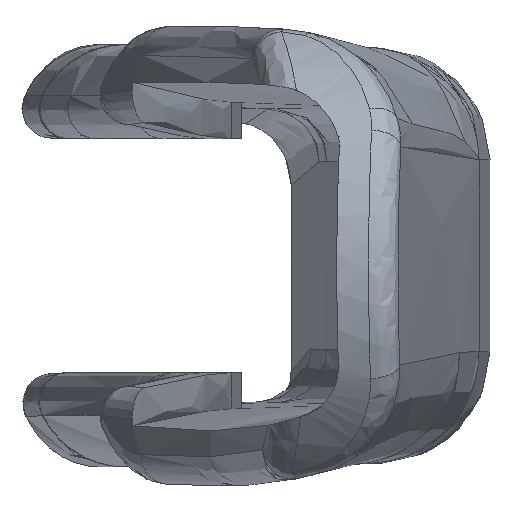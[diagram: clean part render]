
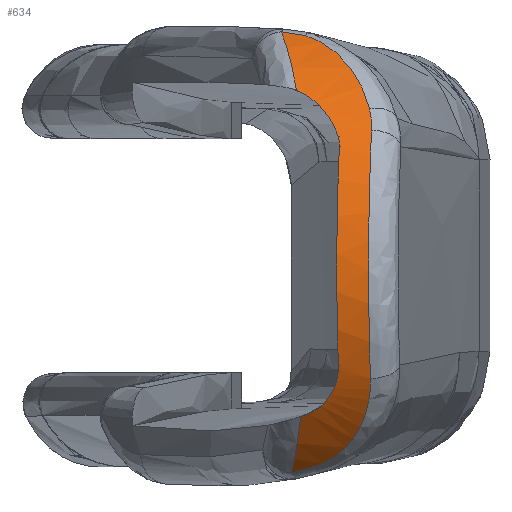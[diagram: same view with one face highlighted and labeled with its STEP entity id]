
A CAD part, front view. The second image highlights one B-rep face of the part: STEP entity #634.
In plain terms, the highlighted free-form (B-spline) face has degree [5, 1] with [6, 2] control points.
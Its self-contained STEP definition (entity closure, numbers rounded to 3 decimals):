
#135=CARTESIAN_POINT('Control Point',(74.094,38.09,10.775)) ;
#136=CARTESIAN_POINT('Control Point',(74.305,38.045,10.834)) ;
#137=CARTESIAN_POINT('Control Point',(74.511,37.949,10.965)) ;
#138=CARTESIAN_POINT('Control Point',(74.66,37.808,11.172)) ;
#139=CARTESIAN_POINT('Control Point',(74.721,37.683,11.412)) ;
#140=CARTESIAN_POINT('Control Point',(74.713,37.584,11.635)) ;
#141=CARTESIAN_POINT('Vertex',(74.094,38.09,10.775)) ;
#143=CARTESIAN_POINT('Vertex',(74.713,37.584,11.635)) ;
#279=CARTESIAN_POINT('Vertex',(74.076,38.094,10.769)) ;
#285=CARTESIAN_POINT('Control Point',(74.076,38.094,10.769)) ;
#286=CARTESIAN_POINT('Control Point',(74.082,38.093,10.771)) ;
#287=CARTESIAN_POINT('Control Point',(74.088,38.091,10.773)) ;
#288=CARTESIAN_POINT('Control Point',(74.094,38.09,10.775)) ;
#459=CARTESIAN_POINT('Control Point',(74.713,37.584,11.635)) ;
#460=CARTESIAN_POINT('Control Point',(74.683,37.194,12.517)) ;
#461=CARTESIAN_POINT('Control Point',(74.673,37.069,13.544)) ;
#462=CARTESIAN_POINT('Control Point',(74.693,37.322,14.534)) ;
#463=CARTESIAN_POINT('Control Point',(74.73,37.803,15.355)) ;
#464=CARTESIAN_POINT('Vertex',(74.73,37.803,15.355)) ;
#516=CARTESIAN_POINT('Control Point',(73.746,39.998,17.296)) ;
#517=CARTESIAN_POINT('Control Point',(75.416,39.998,17.296)) ;
#518=CARTESIAN_POINT('Control Point',(73.603,37.937,16.305)) ;
#519=CARTESIAN_POINT('Control Point',(75.273,37.937,16.305)) ;
#520=CARTESIAN_POINT('Control Point',(73.558,36.948,14.7)) ;
#521=CARTESIAN_POINT('Control Point',(75.227,36.948,14.7)) ;
#522=CARTESIAN_POINT('Control Point',(73.58,36.747,12.876)) ;
#523=CARTESIAN_POINT('Control Point',(75.249,36.747,12.876)) ;
#524=CARTESIAN_POINT('Control Point',(73.66,37.341,11.161)) ;
#525=CARTESIAN_POINT('Control Point',(75.329,37.341,11.161)) ;
#526=CARTESIAN_POINT('Control Point',(73.813,39.029,9.816)) ;
#527=CARTESIAN_POINT('Control Point',(75.483,39.029,9.816)) ;
#529=CARTESIAN_POINT('Control Point',(74.142,39.873,17.234)) ;
#530=CARTESIAN_POINT('Control Point',(74.01,39.914,17.255)) ;
#531=CARTESIAN_POINT('Control Point',(73.878,39.956,17.276)) ;
#532=CARTESIAN_POINT('Control Point',(73.746,39.998,17.296)) ;
#533=CARTESIAN_POINT('Vertex',(74.142,39.873,17.234)) ;
#535=CARTESIAN_POINT('Vertex',(73.746,39.998,17.296)) ;
#539=CARTESIAN_POINT('Control Point',(73.746,39.998,17.296)) ;
#540=CARTESIAN_POINT('Control Point',(73.85,39.465,17.04)) ;
#541=CARTESIAN_POINT('Control Point',(73.935,38.971,16.709)) ;
#542=CARTESIAN_POINT('Control Point',(74.003,38.556,16.307)) ;
#543=CARTESIAN_POINT('Vertex',(74.003,38.556,16.307)) ;
#547=CARTESIAN_POINT('Control Point',(74.003,38.556,16.307)) ;
#548=CARTESIAN_POINT('Control Point',(74.269,38.438,16.193)) ;
#549=CARTESIAN_POINT('Control Point',(74.479,38.258,16.009)) ;
#550=CARTESIAN_POINT('Control Point',(74.63,38.074,15.78)) ;
#551=CARTESIAN_POINT('Control Point',(74.709,37.905,15.519)) ;
#552=CARTESIAN_POINT('Vertex',(74.709,37.905,15.519)) ;
#556=CARTESIAN_POINT('Control Point',(74.709,37.905,15.519)) ;
#557=CARTESIAN_POINT('Control Point',(74.726,37.871,15.467)) ;
#558=CARTESIAN_POINT('Control Point',(74.733,37.836,15.411)) ;
#559=CARTESIAN_POINT('Control Point',(74.73,37.803,15.355)) ;
#562=CARTESIAN_POINT('Control Point',(74.076,38.094,10.769)) ;
#563=CARTESIAN_POINT('Control Point',(74.034,38.36,10.414)) ;
#564=CARTESIAN_POINT('Control Point',(73.983,38.679,10.095)) ;
#565=CARTESIAN_POINT('Control Point',(73.921,39.029,9.816)) ;
#566=CARTESIAN_POINT('Vertex',(73.921,39.029,9.816)) ;
#570=CARTESIAN_POINT('Control Point',(73.921,39.029,9.816)) ;
#571=CARTESIAN_POINT('Control Point',(74.047,38.987,9.849)) ;
#572=CARTESIAN_POINT('Control Point',(74.172,38.944,9.884)) ;
#573=CARTESIAN_POINT('Control Point',(74.296,38.901,9.921)) ;
#574=CARTESIAN_POINT('Vertex',(74.296,38.901,9.921)) ;
#578=CARTESIAN_POINT('Control Point',(74.296,38.901,9.921)) ;
#579=CARTESIAN_POINT('Control Point',(74.673,38.771,10.03)) ;
#580=CARTESIAN_POINT('Control Point',(74.979,38.473,10.29)) ;
#581=CARTESIAN_POINT('Control Point',(75.163,38.174,10.607)) ;
#582=CARTESIAN_POINT('Control Point',(75.273,37.9,11.005)) ;
#583=CARTESIAN_POINT('Control Point',(75.257,37.689,11.415)) ;
#584=CARTESIAN_POINT('Vertex',(75.257,37.689,11.415)) ;
#588=CARTESIAN_POINT('Control Point',(75.257,37.689,11.415)) ;
#589=CARTESIAN_POINT('Control Point',(75.246,37.526,11.733)) ;
#590=CARTESIAN_POINT('Control Point',(75.237,37.399,12.063)) ;
#591=CARTESIAN_POINT('Control Point',(75.231,37.31,12.399)) ;
#592=CARTESIAN_POINT('Control Point',(75.224,37.203,13.075)) ;
#593=CARTESIAN_POINT('Control Point',(75.227,37.24,13.756)) ;
#594=CARTESIAN_POINT('Control Point',(75.23,37.294,14.095)) ;
#595=CARTESIAN_POINT('Control Point',(75.24,37.437,14.619)) ;
#596=CARTESIAN_POINT('Control Point',(75.255,37.667,15.118)) ;
#597=CARTESIAN_POINT('Control Point',(75.262,37.76,15.294)) ;
#598=CARTESIAN_POINT('Control Point',(75.269,37.865,15.466)) ;
#599=CARTESIAN_POINT('Control Point',(75.277,37.98,15.632)) ;
#600=CARTESIAN_POINT('Vertex',(75.277,37.98,15.632)) ;
#604=CARTESIAN_POINT('Control Point',(75.277,37.98,15.632)) ;
#605=CARTESIAN_POINT('Control Point',(75.282,38.066,15.755)) ;
#606=CARTESIAN_POINT('Control Point',(75.27,38.16,15.877)) ;
#607=CARTESIAN_POINT('Control Point',(75.242,38.258,15.991)) ;
#608=CARTESIAN_POINT('Vertex',(75.242,38.258,15.991)) ;
#612=CARTESIAN_POINT('Control Point',(75.242,38.258,15.991)) ;
#613=CARTESIAN_POINT('Control Point',(75.152,38.567,16.351)) ;
#614=CARTESIAN_POINT('Control Point',(74.99,38.917,16.662)) ;
#615=CARTESIAN_POINT('Control Point',(74.784,39.261,16.907)) ;
#616=CARTESIAN_POINT('Control Point',(74.514,39.648,17.12)) ;
#617=CARTESIAN_POINT('Control Point',(74.142,39.873,17.234)) ;
#620=ORIENTED_EDGE('',*,*,#537,.T.) ;
#621=ORIENTED_EDGE('',*,*,#545,.T.) ;
#622=ORIENTED_EDGE('',*,*,#554,.T.) ;
#623=ORIENTED_EDGE('',*,*,#560,.F.) ;
#624=ORIENTED_EDGE('',*,*,#466,.T.) ;
#625=ORIENTED_EDGE('',*,*,#145,.F.) ;
#626=ORIENTED_EDGE('',*,*,#289,.T.) ;
#627=ORIENTED_EDGE('',*,*,#568,.T.) ;
#628=ORIENTED_EDGE('',*,*,#576,.T.) ;
#629=ORIENTED_EDGE('',*,*,#586,.T.) ;
#630=ORIENTED_EDGE('',*,*,#602,.T.) ;
#631=ORIENTED_EDGE('',*,*,#610,.T.) ;
#632=ORIENTED_EDGE('',*,*,#618,.T.) ;
#634=ADVANCED_FACE('Temple_Attachment_Sample_L',(#633),#515,.T.) ;
#134=B_SPLINE_CURVE_WITH_KNOTS('',5,(#135,#136,#137,#138,#139,#140),.UNSPECIFIED.,.F.,.U.,(6,6),(0.,1.883),.UNSPECIFIED.) ;
#284=B_SPLINE_CURVE_WITH_KNOTS('',3,(#285,#286,#287,#288),.UNSPECIFIED.,.F.,.U.,(4,4),(0.,0.024),.UNSPECIFIED.) ;
#458=B_SPLINE_CURVE_WITH_KNOTS('',4,(#459,#460,#461,#462,#463),.UNSPECIFIED.,.F.,.U.,(5,5),(0.,5.469),.UNSPECIFIED.) ;
#528=B_SPLINE_CURVE_WITH_KNOTS('',3,(#529,#530,#531,#532),.UNSPECIFIED.,.F.,.U.,(4,4),(0.,0.596),.UNSPECIFIED.) ;
#538=B_SPLINE_CURVE_WITH_KNOTS('',3,(#539,#540,#541,#542),.UNSPECIFIED.,.F.,.U.,(4,4),(0.,2.476),.UNSPECIFIED.) ;
#546=B_SPLINE_CURVE_WITH_KNOTS('',4,(#547,#548,#549,#550,#551),.UNSPECIFIED.,.F.,.U.,(5,5),(0.,1.88),.UNSPECIFIED.) ;
#555=B_SPLINE_CURVE_WITH_KNOTS('',3,(#556,#557,#558,#559),.UNSPECIFIED.,.F.,.U.,(4,4),(0.,0.294),.UNSPECIFIED.) ;
#561=B_SPLINE_CURVE_WITH_KNOTS('',3,(#562,#563,#564,#565),.UNSPECIFIED.,.F.,.U.,(4,4),(0.,1.91),.UNSPECIFIED.) ;
#569=B_SPLINE_CURVE_WITH_KNOTS('',3,(#570,#571,#572,#573),.UNSPECIFIED.,.F.,.U.,(4,4),(0.,0.585),.UNSPECIFIED.) ;
#577=B_SPLINE_CURVE_WITH_KNOTS('',5,(#578,#579,#580,#581,#582,#583),.UNSPECIFIED.,.F.,.U.,(6,6),(0.,3.321),.UNSPECIFIED.) ;
#587=B_SPLINE_CURVE_WITH_KNOTS('',5,(#588,#589,#590,#591,#592,#593,#594,#595,#596,#597,#598,#599),.UNSPECIFIED.,.F.,.U.,(6,3,3,6),(0.,2.711,5.423,6.955),.UNSPECIFIED.) ;
#603=B_SPLINE_CURVE_WITH_KNOTS('',3,(#604,#605,#606,#607),.UNSPECIFIED.,.F.,.U.,(4,4),(0.,0.677),.UNSPECIFIED.) ;
#611=B_SPLINE_CURVE_WITH_KNOTS('',5,(#612,#613,#614,#615,#616,#617),.UNSPECIFIED.,.F.,.U.,(6,6),(0.,3.389),.UNSPECIFIED.) ;
#515=B_SPLINE_SURFACE_WITH_KNOTS('',5,1,((#516,#517),(#518,#519),(#520,#521),(#522,#523),(#524,#525),(#526,#527)),.UNSPECIFIED.,.F.,.F.,.U.,(6,6),(2,2),(-0.324,9.669),(0.,1.669),.UNSPECIFIED.) ;
#145=EDGE_CURVE('',#142,#144,#134,.T.) ;
#289=EDGE_CURVE('',#142,#280,#284,.F.) ;
#466=EDGE_CURVE('',#465,#144,#458,.F.) ;
#537=EDGE_CURVE('',#534,#536,#528,.T.) ;
#545=EDGE_CURVE('',#536,#544,#538,.T.) ;
#554=EDGE_CURVE('',#544,#553,#546,.T.) ;
#560=EDGE_CURVE('',#465,#553,#555,.F.) ;
#568=EDGE_CURVE('',#280,#567,#561,.T.) ;
#576=EDGE_CURVE('',#567,#575,#569,.T.) ;
#586=EDGE_CURVE('',#575,#585,#577,.T.) ;
#602=EDGE_CURVE('',#585,#601,#587,.T.) ;
#610=EDGE_CURVE('',#601,#609,#603,.T.) ;
#618=EDGE_CURVE('',#609,#534,#611,.T.) ;
#619=EDGE_LOOP('',(#620,#621,#622,#623,#624,#625,#626,#627,#628,#629,#630,#631,#632)) ;
#633=FACE_OUTER_BOUND('',#619,.T.) ;
#142=VERTEX_POINT('',#141) ;
#144=VERTEX_POINT('',#143) ;
#280=VERTEX_POINT('',#279) ;
#465=VERTEX_POINT('',#464) ;
#534=VERTEX_POINT('',#533) ;
#536=VERTEX_POINT('',#535) ;
#544=VERTEX_POINT('',#543) ;
#553=VERTEX_POINT('',#552) ;
#567=VERTEX_POINT('',#566) ;
#575=VERTEX_POINT('',#574) ;
#585=VERTEX_POINT('',#584) ;
#601=VERTEX_POINT('',#600) ;
#609=VERTEX_POINT('',#608) ;
